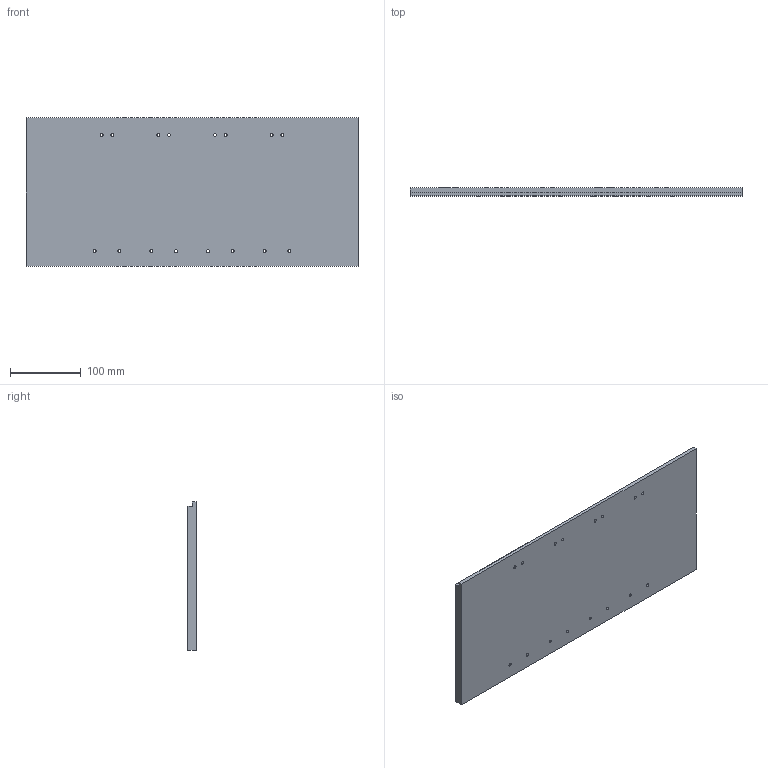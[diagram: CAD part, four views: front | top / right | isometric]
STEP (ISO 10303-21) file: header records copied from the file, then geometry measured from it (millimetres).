
FILE_DESCRIPTION (( 'STEP AP203' ), '1' );
FILE_NAME ('Base_Plate_STEP_Updated.STEP', '2025-01-11T19:00:31', ( '' ), ( '' ), 'SwSTEP 2.0', 'SolidWorks 2024', '' );
FILE_SCHEMA (( 'CONFIG_CONTROL_DESIGN' ));
Length unit declared in the file: inch
Products named in the file (1): Base_Plate_STEP_Updated
Bounding box: 469.9 x 11.43 x 209.55 mm (x, y, z)
Volume: 1100125.8 mm3; surface area: 214932.3 mm2
Topology: 1 solids, 1 shells, 49 faces, 138 edges, 92 vertices
Faces by surface type: cylinder 36, plane 13
Entity records: 1767 total; most frequent: DIRECTION 310, CARTESIAN_POINT 280, ORIENTED_EDGE 276, EDGE_CURVE 138, AXIS2_PLACEMENT_3D 122, VERTEX_POINT 92, EDGE_LOOP 82, CIRCLE 72
